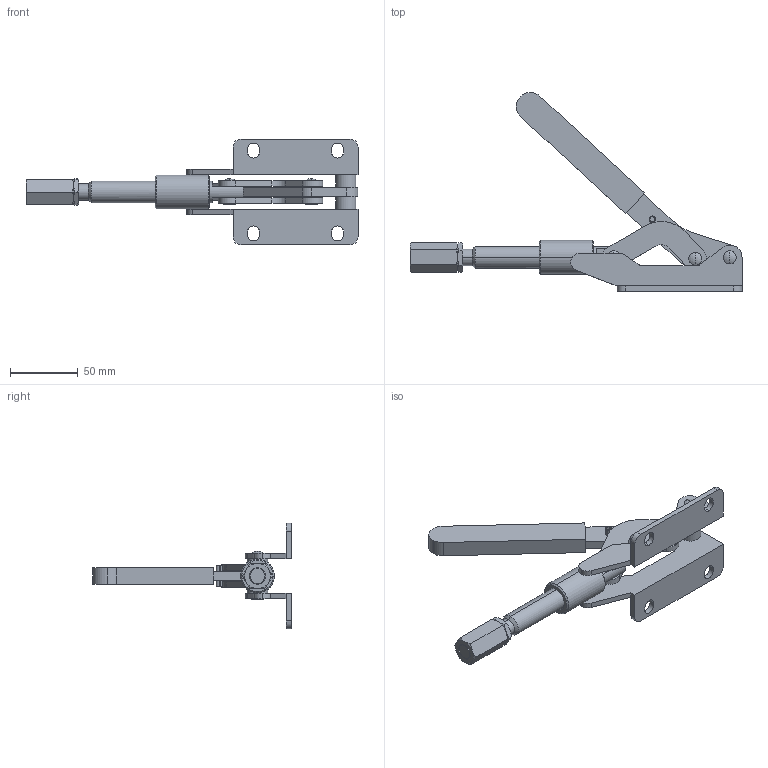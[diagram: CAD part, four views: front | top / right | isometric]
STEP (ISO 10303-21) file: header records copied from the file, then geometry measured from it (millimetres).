
FILE_DESCRIPTION (( 'STEP AP214' ), '1' );
FILE_NAME ('GH-303-EM(Â²¤Æ).STEP', '2020-07-06T05:24:32', ( 'LinWei' ), ( '' ), 'SwSTEP 2.0', 'SolidWorks 2016', '' );
FILE_SCHEMA (( 'AUTOMOTIVE_DESIGN' ));
Length unit declared in the file: millimetre
Products named in the file (6): Group3^GH-303-EM(簡化); Group2^GH-303-EM(簡化); Group1^GH-303-EM(簡化); GH-303-EM(簡化); Group5^GH-303-EM(簡化); 4303EM33-1^GH-303-EM(簡化)
Assembly tree (5 placements, depth 2):
  GH-303-EM(簡化)
    Group1^GH-303-EM(簡化)
    Group2^GH-303-EM(簡化)
    Group3^GH-303-EM(簡化)
    Group5^GH-303-EM(簡化)
    4303EM33-1^GH-303-EM(簡化)
Bounding box: 244.41 x 146.41 x 78 mm (x, y, z)
Volume: 137288.8 mm3; surface area: 61168 mm2
Topology: 6 solids, 6 shells, 211 faces, 533 edges, 349 vertices
Faces by surface type: cylinder 91, plane 88, cone 26, sphere 6
Entity records: 7140 total; most frequent: CARTESIAN_POINT 1385, DIRECTION 1155, ORIENTED_EDGE 1066, EDGE_CURVE 533, AXIS2_PLACEMENT_3D 439, VERTEX_POINT 349, VECTOR 277, LINE 277
